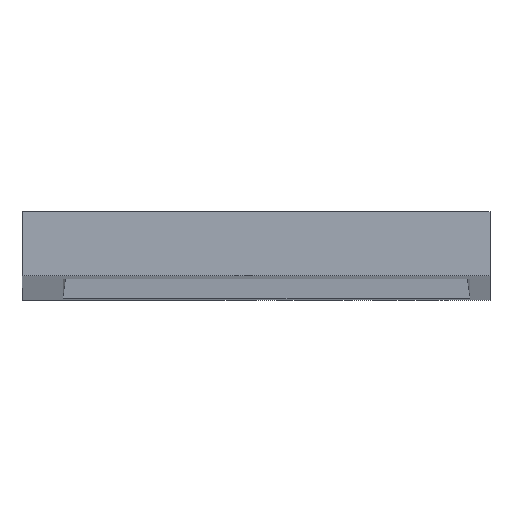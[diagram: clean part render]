
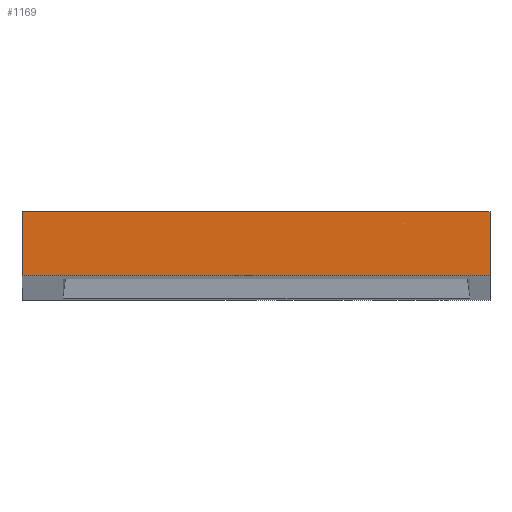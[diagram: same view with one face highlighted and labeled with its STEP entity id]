
A CAD part, front view. The second image highlights one B-rep face of the part: STEP entity #1169.
In plain terms, the highlighted planar face has unit normal (0, -1, 0).
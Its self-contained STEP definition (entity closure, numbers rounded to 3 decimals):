
#112 = VECTOR ( 'NONE', #2250, 1000. ) ;
#165 = ORIENTED_EDGE ( 'NONE', *, *, #369, .F. ) ;
#271 = ORIENTED_EDGE ( 'NONE', *, *, #397, .F. ) ;
#308 = FACE_OUTER_BOUND ( 'NONE', #1533, .T. ) ;
#319 = DIRECTION ( 'NONE',  ( 0., 0., 1. ) ) ;
#369 = EDGE_CURVE ( 'NONE', #481, #1946, #2458, .T. ) ;
#397 = EDGE_CURVE ( 'NONE', #1198, #481, #1279, .T. ) ;
#398 = VERTEX_POINT ( 'NONE', #1070 ) ;
#466 = CARTESIAN_POINT ( 'NONE',  ( 95., -86.161, -6.747 ) ) ;
#481 = VERTEX_POINT ( 'NONE', #466 ) ;
#688 = CARTESIAN_POINT ( 'NONE',  ( 95., -86.161, -6.747 ) ) ;
#696 = CARTESIAN_POINT ( 'NONE',  ( 0., -86.161, -6.747 ) ) ;
#744 = VECTOR ( 'NONE', #1846, 1000. ) ;
#768 = DIRECTION ( 'NONE',  ( -1., 0., 0. ) ) ;
#781 = VECTOR ( 'NONE', #768, 1000. ) ;
#819 = AXIS2_PLACEMENT_3D ( 'NONE', #1869, #1491, #319 ) ;
#828 = CARTESIAN_POINT ( 'NONE',  ( 0., -86.161, -6.747 ) ) ;
#840 = LINE ( 'NONE', #828, #112 ) ;
#851 = DIRECTION ( 'NONE',  ( -1., 0., 0. ) ) ;
#863 = VECTOR ( 'NONE', #851, 1000. ) ;
#881 = PLANE ( 'NONE',  #819 ) ;
#1070 = CARTESIAN_POINT ( 'NONE',  ( 0., -86.161, 6.253 ) ) ;
#1169 = ADVANCED_FACE ( 'NONE', ( #308 ), #881, .F. ) ;
#1198 = VERTEX_POINT ( 'NONE', #2086 ) ;
#1279 = LINE ( 'NONE', #1458, #744 ) ;
#1325 = ORIENTED_EDGE ( 'NONE', *, *, #2543, .T. ) ;
#1379 = CARTESIAN_POINT ( 'NONE',  ( 95., -86.161, 6.253 ) ) ;
#1429 = EDGE_CURVE ( 'NONE', #398, #1946, #840, .T. ) ;
#1458 = CARTESIAN_POINT ( 'NONE',  ( 95., -86.161, -6.747 ) ) ;
#1491 = DIRECTION ( 'NONE',  ( 0., 1., 0. ) ) ;
#1533 = EDGE_LOOP ( 'NONE', ( #2425, #165, #271, #1325 ) ) ;
#1846 = DIRECTION ( 'NONE',  ( 0., 0., -1. ) ) ;
#1869 = CARTESIAN_POINT ( 'NONE',  ( 95., -86.161, -6.747 ) ) ;
#1946 = VERTEX_POINT ( 'NONE', #696 ) ;
#2086 = CARTESIAN_POINT ( 'NONE',  ( 95., -86.161, 6.253 ) ) ;
#2250 = DIRECTION ( 'NONE',  ( 0., 0., -1. ) ) ;
#2425 = ORIENTED_EDGE ( 'NONE', *, *, #1429, .T. ) ;
#2458 = LINE ( 'NONE', #688, #863 ) ;
#2528 = LINE ( 'NONE', #1379, #781 ) ;
#2543 = EDGE_CURVE ( 'NONE', #1198, #398, #2528, .T. ) ;
